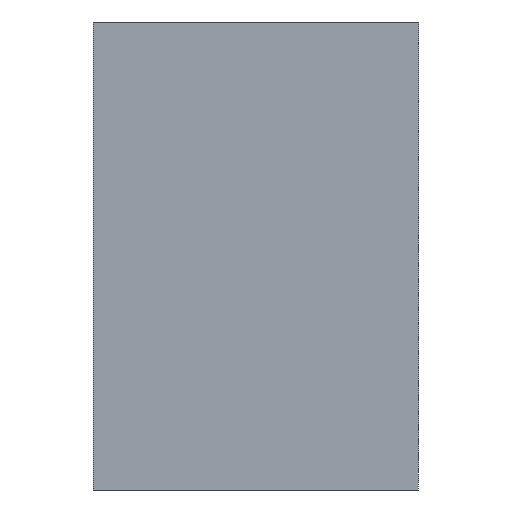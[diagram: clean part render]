
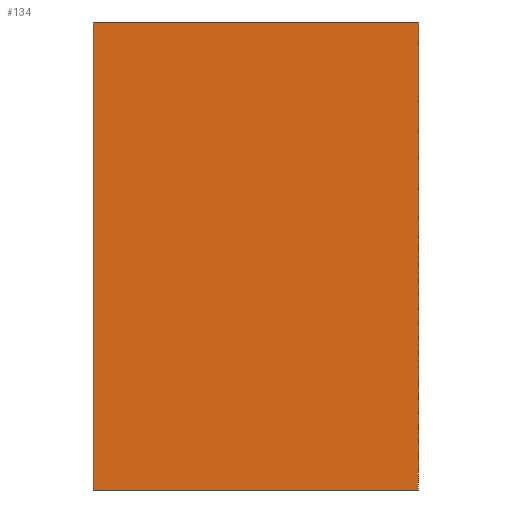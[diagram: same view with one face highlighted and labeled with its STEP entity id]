
A CAD part, front view. The second image highlights one B-rep face of the part: STEP entity #134.
In plain terms, the highlighted planar face has unit normal (0, -1, 0).
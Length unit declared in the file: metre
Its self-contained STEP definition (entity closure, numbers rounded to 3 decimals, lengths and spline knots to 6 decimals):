
#134 = ADVANCED_FACE( '', ( #285 ), #286, .T. );
#285 = FACE_OUTER_BOUND( '', #445, .T. );
#286 = PLANE( '', #446 );
#445 = EDGE_LOOP( '', ( #760, #761, #762, #763 ) );
#446 = AXIS2_PLACEMENT_3D( '', #764, #765, #766 );
#760 = ORIENTED_EDGE( '', *, *, #1007, .F. );
#761 = ORIENTED_EDGE( '', *, *, #923, .F. );
#762 = ORIENTED_EDGE( '', *, *, #993, .F. );
#763 = ORIENTED_EDGE( '', *, *, #1030, .F. );
#764 = CARTESIAN_POINT( '', ( 0., 0., -0.0108 ) );
#765 = DIRECTION( '', ( 0., -1., 0. ) );
#766 = DIRECTION( '', ( 0., 0., -1. ) );
#923 = EDGE_CURVE( '', #1092, #1093, #1094, .T. );
#993 = EDGE_CURVE( '', #1205, #1092, #1206, .T. );
#1007 = EDGE_CURVE( '', #1093, #1225, #1226, .T. );
#1030 = EDGE_CURVE( '', #1225, #1205, #1255, .T. );
#1092 = VERTEX_POINT( '', #1334 );
#1093 = VERTEX_POINT( '', #1335 );
#1094 = LINE( '', #1336, #1337 );
#1205 = VERTEX_POINT( '', #1500 );
#1206 = LINE( '', #1501, #1502 );
#1225 = VERTEX_POINT( '', #1530 );
#1226 = LINE( '', #1531, #1532 );
#1255 = LINE( '', #1579, #1580 );
#1334 = CARTESIAN_POINT( '', ( 0.0075, 0., -0.0108 ) );
#1335 = CARTESIAN_POINT( '', ( 0., 0., -0.0108 ) );
#1336 = CARTESIAN_POINT( '', ( 0., 0., -0.0108 ) );
#1337 = VECTOR( '', #1635, 1. );
#1500 = CARTESIAN_POINT( '', ( 0.0075, 0., 0. ) );
#1501 = CARTESIAN_POINT( '', ( 0.0075, 0., 0. ) );
#1502 = VECTOR( '', #1688, 1. );
#1530 = CARTESIAN_POINT( '', ( 0., 0., 0. ) );
#1531 = CARTESIAN_POINT( '', ( 0., 0., 0. ) );
#1532 = VECTOR( '', #1698, 1. );
#1579 = CARTESIAN_POINT( '', ( 0., 0., 0. ) );
#1580 = VECTOR( '', #1717, 1. );
#1635 = DIRECTION( '', ( -1., 0., 0. ) );
#1688 = DIRECTION( '', ( 0., 0., -1. ) );
#1698 = DIRECTION( '', ( 0., 0., 1. ) );
#1717 = DIRECTION( '', ( 1., 0., 0. ) );
